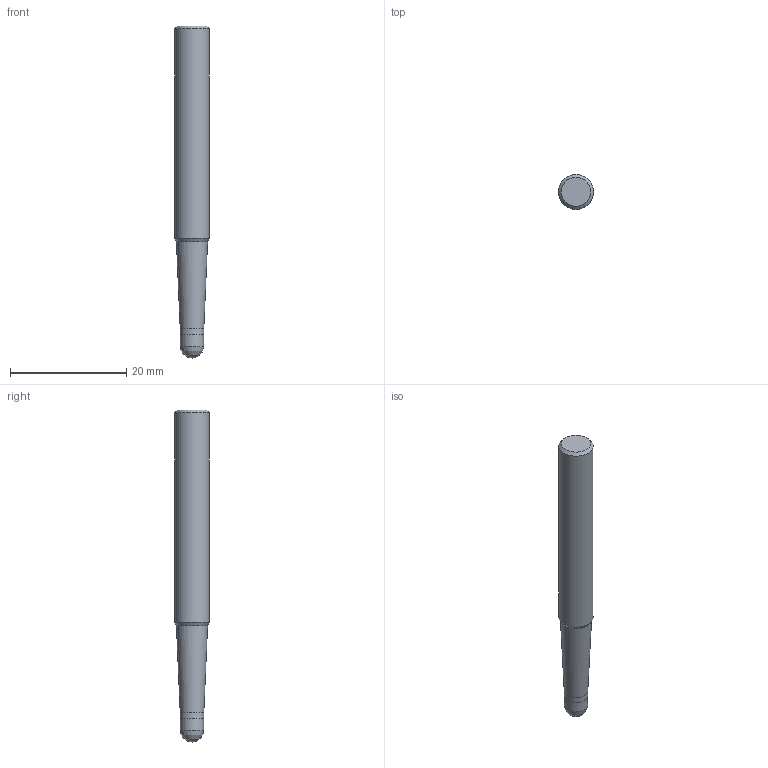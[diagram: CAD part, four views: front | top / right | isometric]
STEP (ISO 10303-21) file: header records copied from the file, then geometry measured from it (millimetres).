
FILE_DESCRIPTION(('STEP'), '1');
FILE_NAME('MOD000000000000000020084644702000.stp', '2018-11-23T12:39:23', (''), (''), 'Express v3.0.0.0', 'Express Tool', 'Unknown');
FILE_SCHEMA(('AUTOMOTIVE_DESIGN'));
Length unit declared in the file: millimetre
Products named in the file (1): R216.42-04030-AI04G_upload_i_5265812
Bounding box: 6 x 6 x 57 mm (x, y, z)
Volume: 1361.3 mm3; surface area: 1032.9 mm2
Topology: 2 solids, 2 shells, 10 faces, 24 edges, 18 vertices
Faces by surface type: bspline 10
Entity records: 482 total; most frequent: CARTESIAN_POINT 213, DIRECTION 43, ORIENTED_EDGE 38, EDGE_CURVE 19, AXIS2_PLACEMENT_3D 17, CIRCLE 14, VERTEX_POINT 13, ADVANCED_FACE 10
